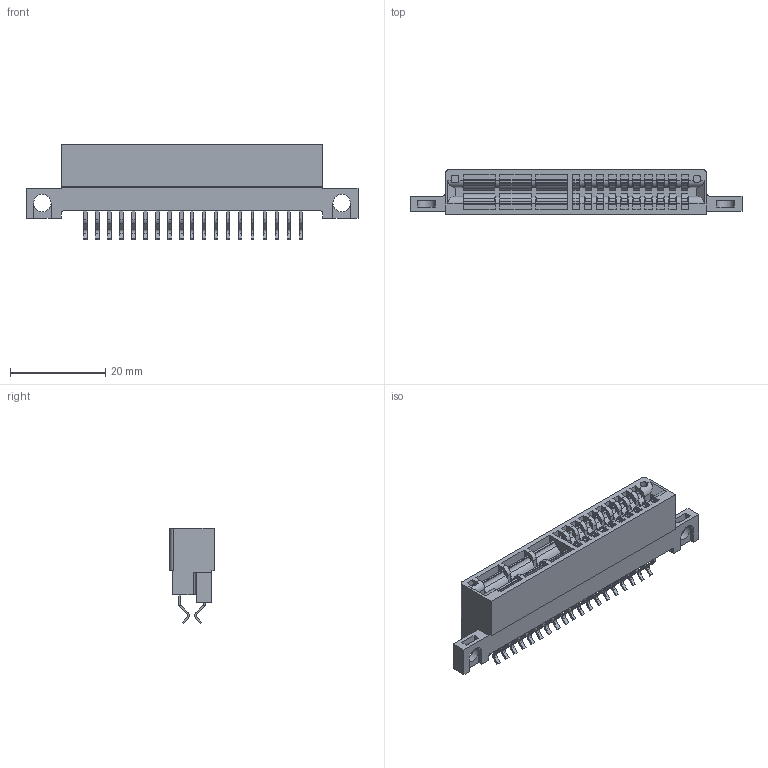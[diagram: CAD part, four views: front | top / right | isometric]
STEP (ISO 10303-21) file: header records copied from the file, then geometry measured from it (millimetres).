
FILE_DESCRIPTION((''),'2;1');
FILE_NAME('C-1761500-1','2008-03-26T',('workeradm'),('Tyco Electronics Corporation'),'PRO/ENGINEER BY PARAMETRIC TECHNOLOGY CORPORATION, 2005450','PRO/ENGINEER BY PARAMETRIC TECHNOLOGY CORPORATION, 2005450','');
FILE_SCHEMA(('CONFIG_CONTROL_DESIGN', 'GEOMETRIC_VALIDATION_PROPERTIES_MIM'));
Length unit declared in the file: millimetre
Products named in the file (1): C-1761500-1
Bounding box: 69.72 x 9.35 x 19.96 mm (x, y, z)
Volume: 5105.3 mm3; surface area: 6760.9 mm2
Topology: 1 solids, 1 shells, 978 faces, 2718 edges, 1802 vertices
Faces by surface type: plane 628, cylinder 350
Entity records: 31456 total; most frequent: CARTESIAN_POINT 5537, ORIENTED_EDGE 5436, DIRECTION 5370, EDGE_CURVE 2718, VECTOR 2012, LINE 2012, VERTEX_POINT 1802, AXIS2_PLACEMENT_3D 1679
